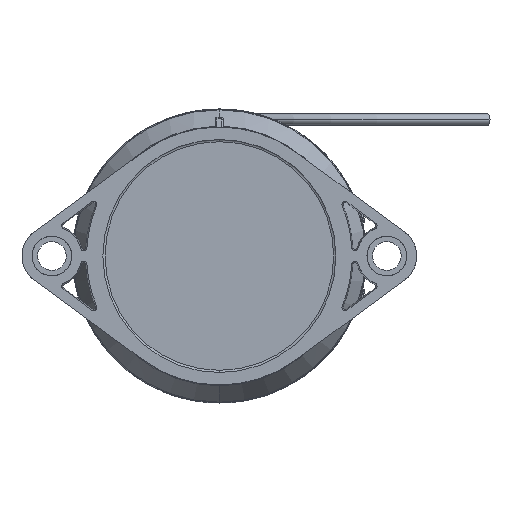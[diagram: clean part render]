
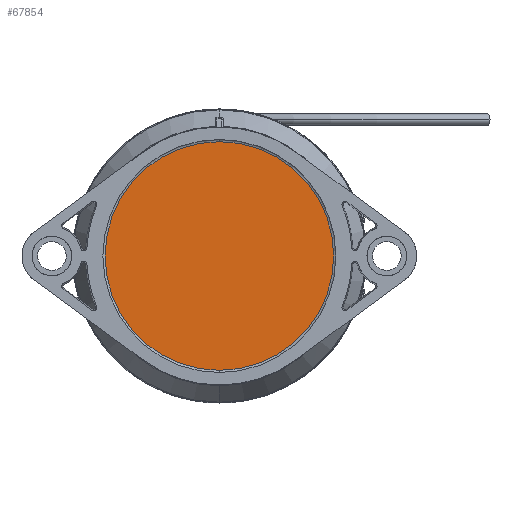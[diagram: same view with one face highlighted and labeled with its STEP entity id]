
A CAD part, front view. The second image highlights one B-rep face of the part: STEP entity #67854.
In plain terms, the highlighted planar face has unit normal (0, -1, 0).
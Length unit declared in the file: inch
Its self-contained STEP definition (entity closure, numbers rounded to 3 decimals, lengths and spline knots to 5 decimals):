
#548 = VERTEX_POINT ( 'NONE', #75690 ) ;
#6866 = DIRECTION ( 'NONE',  ( 0., 0., 1. ) ) ;
#9509 = DIRECTION ( 'NONE',  ( 0., 0., 1. ) ) ;
#43140 = EDGE_CURVE ( 'NONE', #548, #54183, #45838, .T. ) ;
#45838 = CIRCLE ( 'NONE', #149301, 0.91768 ) ;
#51835 = DIRECTION ( 'NONE',  ( 0., -1., 0. ) ) ;
#54183 = VERTEX_POINT ( 'NONE', #69823 ) ;
#62560 = ORIENTED_EDGE ( 'NONE', *, *, #106668, .T. ) ;
#67854 = ADVANCED_FACE ( 'NONE', ( #113195 ), #108278, .T. ) ;
#69823 = CARTESIAN_POINT ( 'NONE',  ( 0., 0.0857, -0.91768 ) ) ;
#75690 = CARTESIAN_POINT ( 'NONE',  ( 0., 0.0857, 0.91768 ) ) ;
#83662 = DIRECTION ( 'NONE',  ( 0., -1., 0. ) ) ;
#86326 = DIRECTION ( 'NONE',  ( 0., -1., 0. ) ) ;
#96300 = AXIS2_PLACEMENT_3D ( 'NONE', #160366, #83662, #6866 ) ;
#100275 = EDGE_LOOP ( 'NONE', ( #62560, #117690 ) ) ;
#106668 = EDGE_CURVE ( 'NONE', #54183, #548, #154977, .T. ) ;
#108278 = PLANE ( 'NONE',  #96300 ) ;
#113195 = FACE_OUTER_BOUND ( 'NONE', #100275, .T. ) ;
#117690 = ORIENTED_EDGE ( 'NONE', *, *, #43140, .T. ) ;
#128533 = CARTESIAN_POINT ( 'NONE',  ( 0., 0.0857, 0. ) ) ;
#137494 = AXIS2_PLACEMENT_3D ( 'NONE', #128533, #51835, #141340 ) ;
#141340 = DIRECTION ( 'NONE',  ( 0., 0., 1. ) ) ;
#149301 = AXIS2_PLACEMENT_3D ( 'NONE', #163034, #86326, #9509 ) ;
#154977 = CIRCLE ( 'NONE', #137494, 0.91768 ) ;
#160366 = CARTESIAN_POINT ( 'NONE',  ( -0.935, 0.0857, 0. ) ) ;
#163034 = CARTESIAN_POINT ( 'NONE',  ( 0., 0.0857, 0. ) ) ;
